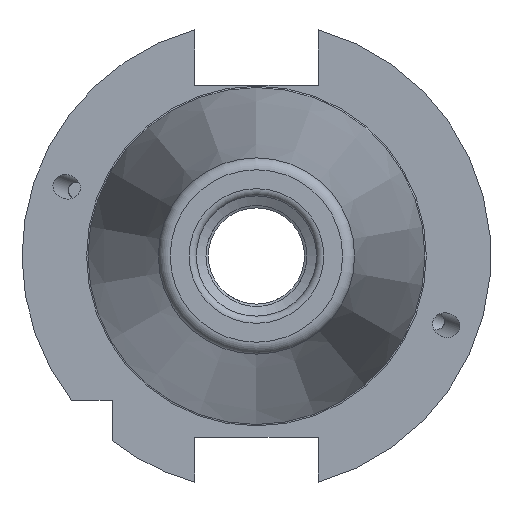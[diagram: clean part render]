
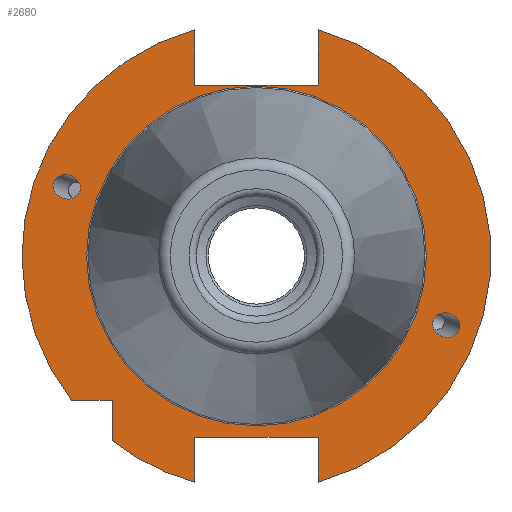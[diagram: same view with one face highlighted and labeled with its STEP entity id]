
A CAD part, left-side view. The second image highlights one B-rep face of the part: STEP entity #2680.
In plain terms, the highlighted planar face has unit normal (-1, 0, 0).
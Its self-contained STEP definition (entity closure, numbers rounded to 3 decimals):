
#942=CARTESIAN_POINT('',(3.2,-36.754,-13.378));
#943=VERTEX_POINT('',#942);
#944=CARTESIAN_POINT('',(3.2,-39.467,-14.365));
#945=DIRECTION('',(1.0,0.0,0.0));
#946=DIRECTION('',(0.0,-0.94,-0.342));
#947=AXIS2_PLACEMENT_3D('',#944,#945,#946);
#948=ELLIPSE('',#947,2.887,2.5);
#949=EDGE_CURVE('',#943,#943,#948,.T.);
#1056=CARTESIAN_POINT('',(3.2,36.754,13.378));
#1057=VERTEX_POINT('',#1056);
#1058=CARTESIAN_POINT('',(3.2,39.467,14.365));
#1059=DIRECTION('',(1.0,0.0,0.0));
#1060=DIRECTION('',(0.0,0.94,0.342));
#1061=AXIS2_PLACEMENT_3D('',#1058,#1059,#1060);
#1062=ELLIPSE('',#1061,2.887,2.5);
#1063=EDGE_CURVE('',#1057,#1057,#1062,.T.);
#1809=CARTESIAN_POINT('',(3.2,30.,-30.0));
#1810=VERTEX_POINT('',#1809);
#1811=CARTESIAN_POINT('',(3.2,30.,-38.426));
#1812=VERTEX_POINT('',#1811);
#1813=CARTESIAN_POINT('',(3.2,30.,-30.0));
#1814=DIRECTION('',(0.0,0.0,-1.0));
#1815=VECTOR('',#1814,8.426);
#1816=LINE('',#1813,#1815);
#1817=EDGE_CURVE('',#1810,#1812,#1816,.T.);
#1932=CARTESIAN_POINT('',(3.2,38.426,-30.0));
#1933=VERTEX_POINT('',#1932);
#1934=CARTESIAN_POINT('',(3.2,38.426,-30.0));
#1935=DIRECTION('',(0.0,-1.0,0.0));
#1936=VECTOR('',#1935,8.426);
#1937=LINE('',#1934,#1936);
#1938=EDGE_CURVE('',#1933,#1810,#1937,.T.);
#2033=CARTESIAN_POINT('',(3.2,12.85,47.026));
#2034=VERTEX_POINT('',#2033);
#2035=CARTESIAN_POINT('',(3.2,0.0,0.));
#2036=DIRECTION('',(-1.0,0.0,0.0));
#2037=DIRECTION('',(0.0,0.0,1.0));
#2038=AXIS2_PLACEMENT_3D('',#2035,#2036,#2037);
#2039=CIRCLE('',#2038,48.75);
#2040=EDGE_CURVE('',#2034,#1933,#2039,.T.);
#2428=CARTESIAN_POINT('',(3.2,12.85,-37.7));
#2429=VERTEX_POINT('',#2428);
#2436=CARTESIAN_POINT('',(3.2,12.85,-47.026));
#2437=VERTEX_POINT('',#2436);
#2438=CARTESIAN_POINT('',(3.2,12.85,-47.026));
#2439=DIRECTION('',(0.0,0.0,1.0));
#2440=VECTOR('',#2439,9.326);
#2441=LINE('',#2438,#2440);
#2442=EDGE_CURVE('',#2437,#2429,#2441,.T.);
#2492=CARTESIAN_POINT('',(3.2,-12.85,-47.026));
#2493=VERTEX_POINT('',#2492);
#2500=CARTESIAN_POINT('',(3.2,-12.85,-37.7));
#2501=VERTEX_POINT('',#2500);
#2502=CARTESIAN_POINT('',(3.2,-12.85,-37.7));
#2503=DIRECTION('',(0.0,0.0,-1.0));
#2504=VECTOR('',#2503,9.326);
#2505=LINE('',#2502,#2504);
#2506=EDGE_CURVE('',#2501,#2493,#2505,.T.);
#2525=CARTESIAN_POINT('',(3.2,12.85,-37.7));
#2526=DIRECTION('',(0.0,-1.0,0.0));
#2527=VECTOR('',#2526,25.7);
#2528=LINE('',#2525,#2527);
#2529=EDGE_CURVE('',#2429,#2501,#2528,.T.);
#2612=CARTESIAN_POINT('',(3.2,0.0,42.071));
#2613=DIRECTION('',(-1.0,0.0,0.0));
#2614=DIRECTION('',(0.0,0.0,1.0));
#2615=AXIS2_PLACEMENT_3D('',#2612,#2613,#2614);
#2616=PLANE('',#2615);
#2617=ORIENTED_EDGE('',*,*,#1817,.T.);
#2618=CARTESIAN_POINT('',(3.2,0.0,0.));
#2619=DIRECTION('',(-1.0,0.0,0.0));
#2620=DIRECTION('',(0.0,0.0,1.0));
#2621=AXIS2_PLACEMENT_3D('',#2618,#2619,#2620);
#2622=CIRCLE('',#2621,48.75);
#2623=EDGE_CURVE('',#1812,#2437,#2622,.T.);
#2624=ORIENTED_EDGE('',*,*,#2623,.T.);
#2625=ORIENTED_EDGE('',*,*,#2442,.T.);
#2626=ORIENTED_EDGE('',*,*,#2529,.T.);
#2627=ORIENTED_EDGE('',*,*,#2506,.T.);
#2628=CARTESIAN_POINT('',(3.2,-12.85,47.026));
#2629=VERTEX_POINT('',#2628);
#2630=CARTESIAN_POINT('',(3.2,0.0,0.));
#2631=DIRECTION('',(-1.0,0.0,0.0));
#2632=DIRECTION('',(0.0,0.0,1.0));
#2633=AXIS2_PLACEMENT_3D('',#2630,#2631,#2632);
#2634=CIRCLE('',#2633,48.75);
#2635=EDGE_CURVE('',#2493,#2629,#2634,.T.);
#2636=ORIENTED_EDGE('',*,*,#2635,.T.);
#2637=CARTESIAN_POINT('',(3.2,-12.85,35.5));
#2638=VERTEX_POINT('',#2637);
#2639=CARTESIAN_POINT('',(3.2,-12.85,47.026));
#2640=DIRECTION('',(0.0,0.0,-1.0));
#2641=VECTOR('',#2640,11.526);
#2642=LINE('',#2639,#2641);
#2643=EDGE_CURVE('',#2629,#2638,#2642,.T.);
#2644=ORIENTED_EDGE('',*,*,#2643,.T.);
#2645=CARTESIAN_POINT('',(3.2,12.85,35.5));
#2646=VERTEX_POINT('',#2645);
#2647=CARTESIAN_POINT('',(3.2,-12.85,35.5));
#2648=DIRECTION('',(0.0,1.0,0.0));
#2649=VECTOR('',#2648,25.7);
#2650=LINE('',#2647,#2649);
#2651=EDGE_CURVE('',#2638,#2646,#2650,.T.);
#2652=ORIENTED_EDGE('',*,*,#2651,.T.);
#2653=CARTESIAN_POINT('',(3.2,12.85,35.5));
#2654=DIRECTION('',(0.0,0.0,1.0));
#2655=VECTOR('',#2654,11.526);
#2656=LINE('',#2653,#2655);
#2657=EDGE_CURVE('',#2646,#2034,#2656,.T.);
#2658=ORIENTED_EDGE('',*,*,#2657,.T.);
#2659=ORIENTED_EDGE('',*,*,#2040,.T.);
#2660=ORIENTED_EDGE('',*,*,#1938,.T.);
#2661=EDGE_LOOP('',(#2617,#2624,#2625,#2626,#2627,#2636,#2644,#2652,#2658,#2659,#2660));
#2662=FACE_OUTER_BOUND('',#2661,.T.);
#2663=ORIENTED_EDGE('',*,*,#949,.T.);
#2664=EDGE_LOOP('',(#2663));
#2665=FACE_BOUND('',#2664,.T.);
#2666=ORIENTED_EDGE('',*,*,#1063,.T.);
#2667=EDGE_LOOP('',(#2666));
#2668=FACE_BOUND('',#2667,.T.);
#2669=CARTESIAN_POINT('',(3.2,35.325,0.0));
#2670=VERTEX_POINT('',#2669);
#2671=CARTESIAN_POINT('',(3.2,0.0,0.0));
#2672=DIRECTION('',(-1.0,0.0,0.0));
#2673=DIRECTION('',(0.0,1.0,0.0));
#2674=AXIS2_PLACEMENT_3D('',#2671,#2672,#2673);
#2675=CIRCLE('',#2674,35.325);
#2676=EDGE_CURVE('',#2670,#2670,#2675,.T.);
#2677=ORIENTED_EDGE('',*,*,#2676,.F.);
#2678=EDGE_LOOP('',(#2677));
#2679=FACE_BOUND('',#2678,.T.);
#2680=ADVANCED_FACE('',(#2662,#2665,#2668,#2679),#2616,.T.);
